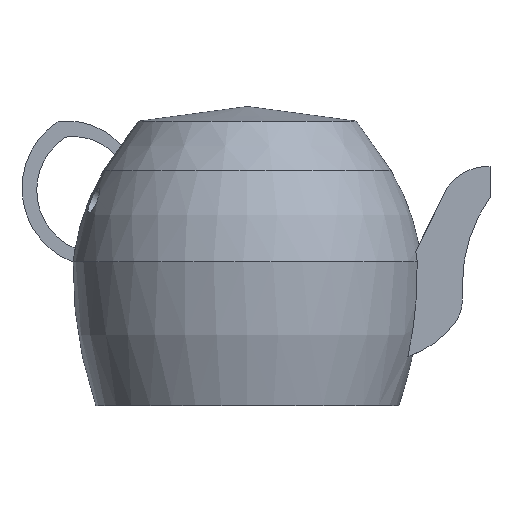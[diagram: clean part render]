
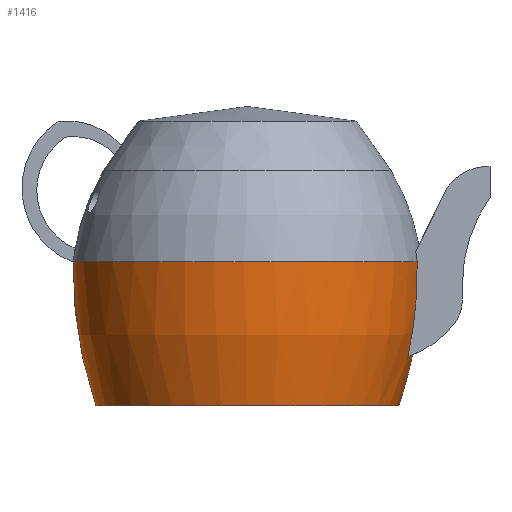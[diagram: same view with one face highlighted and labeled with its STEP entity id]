
A CAD part, front view. The second image highlights one B-rep face of the part: STEP entity #1416.
In plain terms, the highlighted free-form (B-spline) face has degree [2, 2] with [3, 5] control points.
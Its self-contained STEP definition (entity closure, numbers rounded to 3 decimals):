
#352=FACE_OUTER_BOUND('',#427,.T.);
#427=EDGE_LOOP('',(#1175,#1176,#1177,#1178,#1179,#1180));
#470=CIRCLE('',#1471,110.718);
#512=CIRCLE('',#1543,110.718);
#516=CIRCLE('',#1549,46.);
#517=CIRCLE('',#1550,40.);
#551=B_SPLINE_CURVE_WITH_KNOTS('',3,(#2571,#2572,#2573,#2574,#2575,#2576,
#2577,#2578),.UNSPECIFIED.,.F.,.F.,(4,2,2,4),(9.143,9.341,
10.59,11.546),.UNSPECIFIED.);
#552=B_SPLINE_CURVE_WITH_KNOTS('',3,(#2580,#2581,#2582,#2583),
 .UNSPECIFIED.,.F.,.F.,(4,4),(0.,1.012),.UNSPECIFIED.);
#571=VERTEX_POINT('',#2020);
#572=VERTEX_POINT('',#2022);
#660=VERTEX_POINT('',#2509);
#661=VERTEX_POINT('',#2511);
#666=VERTEX_POINT('',#2547);
#667=VERTEX_POINT('',#2570);
#717=EDGE_CURVE('',#571,#572,#470,.T.);
#844=EDGE_CURVE('',#660,#661,#512,.T.);
#853=EDGE_CURVE('',#666,#661,#516,.T.);
#855=EDGE_CURVE('',#666,#667,#551,.T.);
#856=EDGE_CURVE('',#572,#660,#517,.T.);
#857=EDGE_CURVE('',#667,#571,#552,.T.);
#1175=ORIENTED_EDGE('',*,*,#855,.F.);
#1176=ORIENTED_EDGE('',*,*,#853,.T.);
#1177=ORIENTED_EDGE('',*,*,#844,.F.);
#1178=ORIENTED_EDGE('',*,*,#856,.F.);
#1179=ORIENTED_EDGE('',*,*,#717,.F.);
#1180=ORIENTED_EDGE('',*,*,#857,.F.);
#1369=(
BOUNDED_SURFACE()
B_SPLINE_SURFACE(2,2,((#2555,#2556,#2557,#2558,#2559),(#2560,#2561,#2562,
#2563,#2564),(#2565,#2566,#2567,#2568,#2569)),.UNSPECIFIED.,.F.,.F.,.F.)
B_SPLINE_SURFACE_WITH_KNOTS((3,3),(3,2,3),(-0.018,0.331),
(-3.142,-1.571,0.),.UNSPECIFIED.)
GEOMETRIC_REPRESENTATION_ITEM()
RATIONAL_B_SPLINE_SURFACE(((1.,0.707,1.,0.707,1.),
(0.985,0.696,0.985,0.696,
0.985),(1.,0.707,1.,0.707,1.)))
REPRESENTATION_ITEM('')
SURFACE()
);
#1416=ADVANCED_FACE('',(#352),#1369,.F.);
#1471=AXIS2_PLACEMENT_3D('',#2023,#1614,#1615);
#1543=AXIS2_PLACEMENT_3D('',#2512,#1831,#1832);
#1549=AXIS2_PLACEMENT_3D('',#2548,#1847,#1848);
#1550=AXIS2_PLACEMENT_3D('',#2579,#1849,#1850);
#1614=DIRECTION('center_axis',(0.,1.,0.));
#1615=DIRECTION('ref_axis',(1.,0.,0.018));
#1831=DIRECTION('center_axis',(0.,1.,0.));
#1832=DIRECTION('ref_axis',(-1.,0.,0.018));
#1847=DIRECTION('center_axis',(0.,0.,-1.));
#1848=DIRECTION('ref_axis',(1.,0.,0.));
#1849=DIRECTION('center_axis',(0.,0.,-1.));
#1850=DIRECTION('ref_axis',(1.,0.,0.));
#2020=CARTESIAN_POINT('',(43.685,0.,13.398));
#2022=CARTESIAN_POINT('',(40.,0.,0.));
#2023=CARTESIAN_POINT('Origin',(-64.7,0.,36.005));
#2509=CARTESIAN_POINT('',(-40.,0.,0.));
#2511=CARTESIAN_POINT('',(-46.,0.,38.));
#2512=CARTESIAN_POINT('Origin',(64.7,0.,36.005));
#2547=CARTESIAN_POINT('',(44.904,-9.98,38.));
#2548=CARTESIAN_POINT('Origin',(0.,0.,
38.));
#2555=CARTESIAN_POINT('Ctrl Pts',(46.,0.,38.));
#2556=CARTESIAN_POINT('Ctrl Pts',(46.,-46.,38.));
#2557=CARTESIAN_POINT('Ctrl Pts',(0.,-46.,38.));
#2558=CARTESIAN_POINT('Ctrl Pts',(-46.,-46.,38.));
#2559=CARTESIAN_POINT('Ctrl Pts',(-46.,0.,38.));
#2560=CARTESIAN_POINT('Ctrl Pts',(46.352,0.,18.471));
#2561=CARTESIAN_POINT('Ctrl Pts',(46.352,-46.352,18.471));
#2562=CARTESIAN_POINT('Ctrl Pts',(0.,-46.352,18.471));
#2563=CARTESIAN_POINT('Ctrl Pts',(-46.352,-46.352,18.471));
#2564=CARTESIAN_POINT('Ctrl Pts',(-46.352,0.,18.471));
#2565=CARTESIAN_POINT('Ctrl Pts',(40.,0.,0.));
#2566=CARTESIAN_POINT('Ctrl Pts',(40.,-40.,0.));
#2567=CARTESIAN_POINT('Ctrl Pts',(0.,-40.,0.));
#2568=CARTESIAN_POINT('Ctrl Pts',(-40.,-40.,0.));
#2569=CARTESIAN_POINT('Ctrl Pts',(-40.,0.,0.));
#2570=CARTESIAN_POINT('',(42.435,-9.98,12.958));
#2571=CARTESIAN_POINT('Ctrl Pts',(44.904,-9.98,38.));
#2572=CARTESIAN_POINT('Ctrl Pts',(44.917,-9.98,37.331));
#2573=CARTESIAN_POINT('Ctrl Pts',(44.923,-9.98,36.666));
#2574=CARTESIAN_POINT('Ctrl Pts',(44.923,-9.98,31.843));
#2575=CARTESIAN_POINT('Ctrl Pts',(44.678,-9.98,27.497));
#2576=CARTESIAN_POINT('Ctrl Pts',(43.744,-9.98,19.731));
#2577=CARTESIAN_POINT('Ctrl Pts',(43.172,-9.98,16.332));
#2578=CARTESIAN_POINT('Ctrl Pts',(42.435,-9.98,12.958));
#2579=CARTESIAN_POINT('Origin',(0.,0.,
0.));
#2580=CARTESIAN_POINT('Ctrl Pts',(42.435,-9.98,12.958));
#2581=CARTESIAN_POINT('Ctrl Pts',(43.26,-6.719,13.224));
#2582=CARTESIAN_POINT('Ctrl Pts',(43.685,-3.385,13.398));
#2583=CARTESIAN_POINT('Ctrl Pts',(43.685,0.,
13.398));
